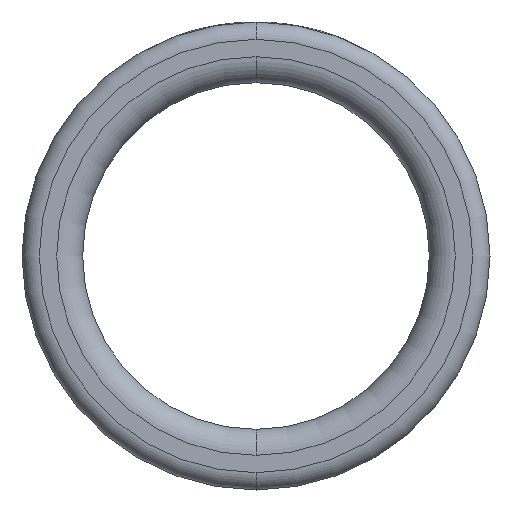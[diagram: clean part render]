
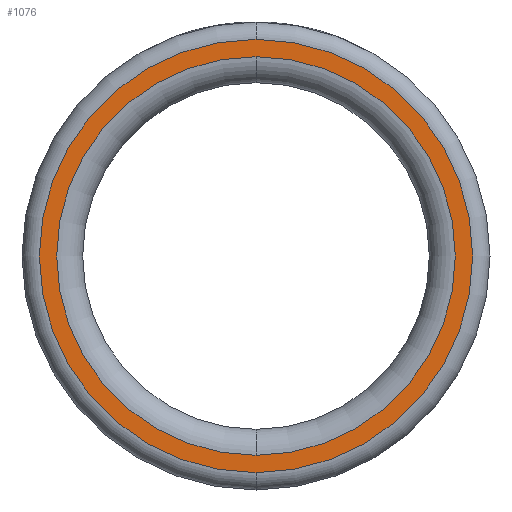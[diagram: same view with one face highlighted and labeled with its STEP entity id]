
A CAD part, front view. The second image highlights one B-rep face of the part: STEP entity #1076.
In plain terms, the highlighted planar face has unit normal (0, -1, 0).
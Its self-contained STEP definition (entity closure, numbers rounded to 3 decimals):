
#19 = AXIS2_PLACEMENT_3D ( 'NONE', #2033, #2436, #1250 ) ;
#33 = CARTESIAN_POINT ( 'NONE',  ( 23., -75., 0. ) ) ;
#161 = CIRCLE ( 'NONE', #635, 25. ) ;
#285 = CARTESIAN_POINT ( 'NONE',  ( 0., -75., 0. ) ) ;
#384 = VERTEX_POINT ( 'NONE', #1653 ) ;
#426 = DIRECTION ( 'NONE',  ( 0., 0., -1. ) ) ;
#433 = CIRCLE ( 'NONE', #822, 23. ) ;
#470 = DIRECTION ( 'NONE',  ( 0., -1., 0. ) ) ;
#614 = DIRECTION ( 'NONE',  ( 0., 0., -1. ) ) ;
#620 = DIRECTION ( 'NONE',  ( 0., -1., 0. ) ) ;
#635 = AXIS2_PLACEMENT_3D ( 'NONE', #1356, #2164, #1737 ) ;
#713 = EDGE_CURVE ( 'NONE', #1492, #1216, #916, .T. ) ;
#738 = ORIENTED_EDGE ( 'NONE', *, *, #1067, .F. ) ;
#774 = CARTESIAN_POINT ( 'NONE',  ( 0., -75., 25. ) ) ;
#805 = EDGE_LOOP ( 'NONE', ( #738, #1795 ) ) ;
#822 = AXIS2_PLACEMENT_3D ( 'NONE', #1392, #1004, #614 ) ;
#916 = CIRCLE ( 'NONE', #19, 25. ) ;
#1004 = DIRECTION ( 'NONE',  ( 0., -1., 0. ) ) ;
#1026 = AXIS2_PLACEMENT_3D ( 'NONE', #33, #620, #426 ) ;
#1067 = EDGE_CURVE ( 'NONE', #384, #1447, #433, .T. ) ;
#1076 = ADVANCED_FACE ( 'NONE', ( #1604, #1205 ), #1802, .T. ) ;
#1077 = DIRECTION ( 'NONE',  ( 0., 0., -1. ) ) ;
#1205 = FACE_BOUND ( 'NONE', #805, .T. ) ;
#1216 = VERTEX_POINT ( 'NONE', #2105 ) ;
#1250 = DIRECTION ( 'NONE',  ( 0., 0., -1. ) ) ;
#1356 = CARTESIAN_POINT ( 'NONE',  ( 0., -75., 0. ) ) ;
#1382 = CARTESIAN_POINT ( 'NONE',  ( 0., -75., 23. ) ) ;
#1392 = CARTESIAN_POINT ( 'NONE',  ( 0., -75., 0. ) ) ;
#1437 = CIRCLE ( 'NONE', #1480, 23. ) ;
#1447 = VERTEX_POINT ( 'NONE', #1382 ) ;
#1454 = EDGE_CURVE ( 'NONE', #1216, #1492, #161, .T. ) ;
#1480 = AXIS2_PLACEMENT_3D ( 'NONE', #285, #470, #1077 ) ;
#1492 = VERTEX_POINT ( 'NONE', #774 ) ;
#1604 = FACE_OUTER_BOUND ( 'NONE', #1654, .T. ) ;
#1653 = CARTESIAN_POINT ( 'NONE',  ( 0., -75., -23. ) ) ;
#1654 = EDGE_LOOP ( 'NONE', ( #1968, #1766 ) ) ;
#1737 = DIRECTION ( 'NONE',  ( 0., 0., -1. ) ) ;
#1766 = ORIENTED_EDGE ( 'NONE', *, *, #713, .T. ) ;
#1795 = ORIENTED_EDGE ( 'NONE', *, *, #2037, .F. ) ;
#1802 = PLANE ( 'NONE',  #1026 ) ;
#1968 = ORIENTED_EDGE ( 'NONE', *, *, #1454, .T. ) ;
#2033 = CARTESIAN_POINT ( 'NONE',  ( 0., -75., 0. ) ) ;
#2037 = EDGE_CURVE ( 'NONE', #1447, #384, #1437, .T. ) ;
#2105 = CARTESIAN_POINT ( 'NONE',  ( 0., -75., -25. ) ) ;
#2164 = DIRECTION ( 'NONE',  ( 0., -1., 0. ) ) ;
#2436 = DIRECTION ( 'NONE',  ( 0., -1., 0. ) ) ;
